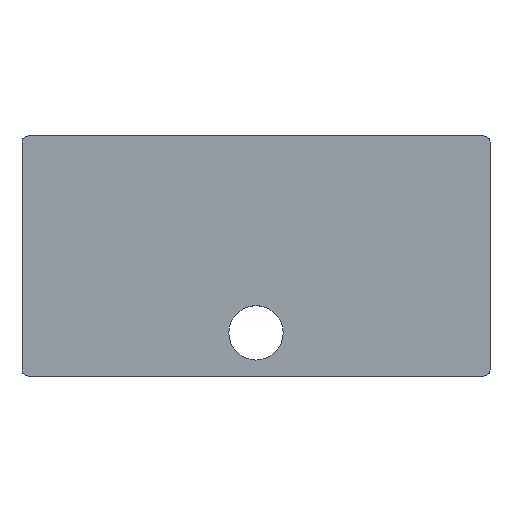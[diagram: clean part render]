
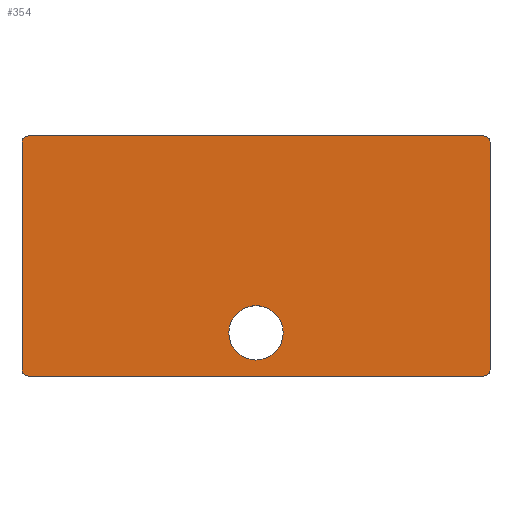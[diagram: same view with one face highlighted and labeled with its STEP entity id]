
A CAD part, top view. The second image highlights one B-rep face of the part: STEP entity #354.
In plain terms, the highlighted planar face has unit normal (0, 0, 1).
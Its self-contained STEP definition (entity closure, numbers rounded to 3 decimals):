
#1 = AXIS2_PLACEMENT_3D ( 'NONE', #150, #124, #120 ) ;
#2 = AXIS2_PLACEMENT_3D ( 'NONE', #133, #121, #109 ) ;
#6 = AXIS2_PLACEMENT_3D ( 'NONE', #377, #370, #395 ) ;
#31 = AXIS2_PLACEMENT_3D ( 'NONE', #412, #423, #413 ) ;
#40 = EDGE_CURVE ( 'NONE', #82, #100, #226, .T. ) ;
#43 = EDGE_CURVE ( 'NONE', #95, #76, #251, .T. ) ;
#45 = EDGE_CURVE ( 'NONE', #108, #85, #241, .T. ) ;
#47 = EDGE_CURVE ( 'NONE', #85, #104, #243, .T. ) ;
#50 = AXIS2_PLACEMENT_3D ( 'NONE', #140, #147, #141 ) ;
#52 = EDGE_CURVE ( 'NONE', #96, #99, #250, .T. ) ;
#54 = AXIS2_PLACEMENT_3D ( 'NONE', #138, #134, #128 ) ;
#55 = AXIS2_PLACEMENT_3D ( 'NONE', #113, #130, #137 ) ;
#59 = EDGE_CURVE ( 'NONE', #99, #96, #274, .T. ) ;
#62 = EDGE_CURVE ( 'NONE', #104, #106, #276, .T. ) ;
#65 = EDGE_CURVE ( 'NONE', #100, #95, #280, .T. ) ;
#66 = EDGE_CURVE ( 'NONE', #76, #108, #272, .T. ) ;
#73 = EDGE_CURVE ( 'NONE', #106, #82, #271, .T. ) ;
#76 = VERTEX_POINT ( 'NONE', #378 ) ;
#79 = CARTESIAN_POINT ( 'NONE',  ( 43., -22.65, 1. ) ) ;
#82 = VERTEX_POINT ( 'NONE', #363 ) ;
#85 = VERTEX_POINT ( 'NONE', #406 ) ;
#87 = DIRECTION ( 'NONE',  ( 1., 0., 0. ) ) ;
#90 = DIRECTION ( 'NONE',  ( -1., 0., 0. ) ) ;
#93 = CARTESIAN_POINT ( 'NONE',  ( -43., 22.65, 1. ) ) ;
#95 = VERTEX_POINT ( 'NONE', #397 ) ;
#96 = VERTEX_POINT ( 'NONE', #400 ) ;
#99 = VERTEX_POINT ( 'NONE', #356 ) ;
#100 = VERTEX_POINT ( 'NONE', #379 ) ;
#104 = VERTEX_POINT ( 'NONE', #375 ) ;
#106 = VERTEX_POINT ( 'NONE', #399 ) ;
#107 = CARTESIAN_POINT ( 'NONE',  ( 44.15, 21.5, 1. ) ) ;
#108 = VERTEX_POINT ( 'NONE', #381 ) ;
#109 = DIRECTION ( 'NONE',  ( 1., 0., 0. ) ) ;
#113 = CARTESIAN_POINT ( 'NONE',  ( 0., -14.5, 1. ) ) ;
#120 = DIRECTION ( 'NONE',  ( 1., 0., 0. ) ) ;
#121 = DIRECTION ( 'NONE',  ( 0., 0., -1. ) ) ;
#124 = DIRECTION ( 'NONE',  ( 0., 0., -1. ) ) ;
#128 = DIRECTION ( 'NONE',  ( 1., 0., 0. ) ) ;
#130 = DIRECTION ( 'NONE',  ( 0., 0., 1. ) ) ;
#132 = DIRECTION ( 'NONE',  ( 0., 1., 0. ) ) ;
#133 = CARTESIAN_POINT ( 'NONE',  ( 43., -21.5, 1. ) ) ;
#134 = DIRECTION ( 'NONE',  ( 0., 0., -1. ) ) ;
#136 = DIRECTION ( 'NONE',  ( 0., -1., 0. ) ) ;
#137 = DIRECTION ( 'NONE',  ( 1., 0., 0. ) ) ;
#138 = CARTESIAN_POINT ( 'NONE',  ( -43., -21.5, 1. ) ) ;
#140 = CARTESIAN_POINT ( 'NONE',  ( 0., -14.5, 1. ) ) ;
#141 = DIRECTION ( 'NONE',  ( 1., 0., 0. ) ) ;
#147 = DIRECTION ( 'NONE',  ( 0., 0., 1. ) ) ;
#148 = CARTESIAN_POINT ( 'NONE',  ( -44.15, -21.5, 1. ) ) ;
#150 = CARTESIAN_POINT ( 'NONE',  ( 43., 21.5, 1. ) ) ;
#185 = EDGE_LOOP ( 'NONE', ( #217, #236 ) ) ;
#187 = EDGE_LOOP ( 'NONE', ( #216, #218, #234, #219, #198, #225, #206, #222 ) ) ;
#198 = ORIENTED_EDGE ( 'NONE', *, *, #65, .F. ) ;
#206 = ORIENTED_EDGE ( 'NONE', *, *, #73, .F. ) ;
#216 = ORIENTED_EDGE ( 'NONE', *, *, #47, .F. ) ;
#217 = ORIENTED_EDGE ( 'NONE', *, *, #59, .F. ) ;
#218 = ORIENTED_EDGE ( 'NONE', *, *, #45, .F. ) ;
#219 = ORIENTED_EDGE ( 'NONE', *, *, #43, .F. ) ;
#222 = ORIENTED_EDGE ( 'NONE', *, *, #62, .F. ) ;
#225 = ORIENTED_EDGE ( 'NONE', *, *, #40, .F. ) ;
#226 = LINE ( 'NONE', #93, #246 ) ;
#234 = ORIENTED_EDGE ( 'NONE', *, *, #66, .F. ) ;
#236 = ORIENTED_EDGE ( 'NONE', *, *, #52, .F. ) ;
#238 = VECTOR ( 'NONE', #90, 1000. ) ;
#241 = LINE ( 'NONE', #79, #238 ) ;
#243 = CIRCLE ( 'NONE', #54, 1.15 ) ;
#245 = VECTOR ( 'NONE', #136, 1000. ) ;
#246 = VECTOR ( 'NONE', #87, 1000. ) ;
#250 = CIRCLE ( 'NONE', #50, 5.125 ) ;
#251 = LINE ( 'NONE', #107, #245 ) ;
#262 = FACE_BOUND ( 'NONE', #185, .T. ) ;
#271 = CIRCLE ( 'NONE', #6, 1.15 ) ;
#272 = CIRCLE ( 'NONE', #2, 1.15 ) ;
#274 = CIRCLE ( 'NONE', #55, 5.125 ) ;
#276 = LINE ( 'NONE', #148, #294 ) ;
#280 = CIRCLE ( 'NONE', #1, 1.15 ) ;
#289 = FACE_OUTER_BOUND ( 'NONE', #187, .T. ) ;
#294 = VECTOR ( 'NONE', #132, 1000. ) ;
#354 = ADVANCED_FACE ( 'NONE', ( #262, #289 ), #422, .T. ) ;
#356 = CARTESIAN_POINT ( 'NONE',  ( 5.125, -14.5, 1. ) ) ;
#363 = CARTESIAN_POINT ( 'NONE',  ( -43., 22.65, 1. ) ) ;
#370 = DIRECTION ( 'NONE',  ( 0., 0., -1. ) ) ;
#375 = CARTESIAN_POINT ( 'NONE',  ( -44.15, -21.5, 1. ) ) ;
#377 = CARTESIAN_POINT ( 'NONE',  ( -43., 21.5, 1. ) ) ;
#378 = CARTESIAN_POINT ( 'NONE',  ( 44.15, -21.5, 1. ) ) ;
#379 = CARTESIAN_POINT ( 'NONE',  ( 43., 22.65, 1. ) ) ;
#381 = CARTESIAN_POINT ( 'NONE',  ( 43., -22.65, 1. ) ) ;
#395 = DIRECTION ( 'NONE',  ( 1., 0., 0. ) ) ;
#397 = CARTESIAN_POINT ( 'NONE',  ( 44.15, 21.5, 1. ) ) ;
#399 = CARTESIAN_POINT ( 'NONE',  ( -44.15, 21.5, 1. ) ) ;
#400 = CARTESIAN_POINT ( 'NONE',  ( -5.125, -14.5, 1. ) ) ;
#406 = CARTESIAN_POINT ( 'NONE',  ( -43., -22.65, 1. ) ) ;
#412 = CARTESIAN_POINT ( 'NONE',  ( 0., 0., 1. ) ) ;
#413 = DIRECTION ( 'NONE',  ( 1., 0., 0. ) ) ;
#422 = PLANE ( 'NONE',  #31 ) ;
#423 = DIRECTION ( 'NONE',  ( 0., 0., 1. ) ) ;
